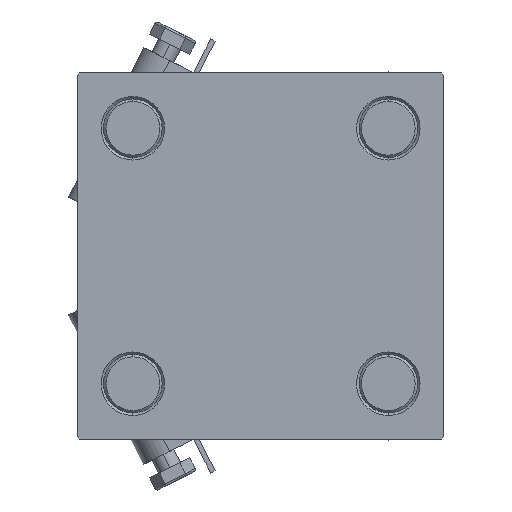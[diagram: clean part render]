
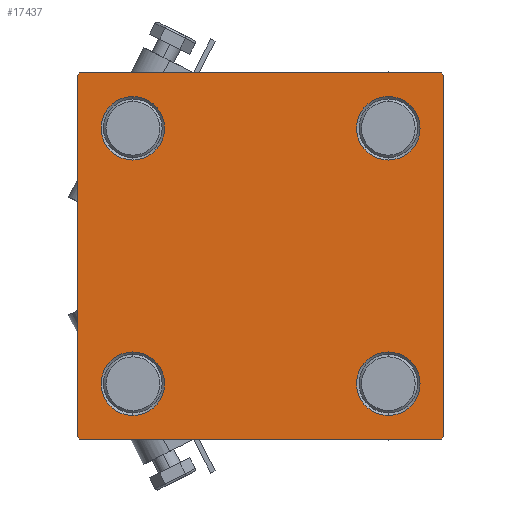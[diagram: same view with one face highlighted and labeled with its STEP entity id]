
A CAD part, left-side view. The second image highlights one B-rep face of the part: STEP entity #17437.
In plain terms, the highlighted planar face has unit normal (-1, 0, 0).
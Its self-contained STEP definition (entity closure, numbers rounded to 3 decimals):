
#324 = VERTEX_POINT ( 'NONE', #40690 ) ;
#363 = CARTESIAN_POINT ( 'NONE',  ( 0., -37.25, -37.25 ) ) ;
#400 = CIRCLE ( 'NONE', #15995, 6.5 ) ;
#622 = ORIENTED_EDGE ( 'NONE', *, *, #48935, .T. ) ;
#1301 = DIRECTION ( 'NONE',  ( 0., 0., 1. ) ) ;
#1975 = EDGE_CURVE ( 'NONE', #5204, #24000, #3887, .T. ) ;
#2404 = LINE ( 'NONE', #29615, #24633 ) ;
#2530 = DIRECTION ( 'NONE',  ( 1., 0., 0. ) ) ;
#2577 = VECTOR ( 'NONE', #50471, 1000. ) ;
#3034 = FACE_BOUND ( 'NONE', #7181, .T. ) ;
#3888 = EDGE_CURVE ( 'NONE', #12650, #21484, #32627, .T. ) ;
#3887 = CIRCLE ( 'NONE', #41726, 6.5 ) ;
#3963 = CARTESIAN_POINT ( 'NONE',  ( 0., 26.15, -19.65 ) ) ;
#3980 = CARTESIAN_POINT ( 'NONE',  ( 0., 37.25, -37.25 ) ) ;
#4762 = EDGE_CURVE ( 'NONE', #22826, #26913, #42430, .T. ) ;
#5204 = VERTEX_POINT ( 'NONE', #37232 ) ;
#5846 = EDGE_CURVE ( 'NONE', #32526, #28720, #12617, .T. ) ;
#6156 = ORIENTED_EDGE ( 'NONE', *, *, #5846, .T. ) ;
#6898 = DIRECTION ( 'NONE',  ( -1., 0., 0. ) ) ;
#7181 = EDGE_LOOP ( 'NONE', ( #39072, #50221 ) ) ;
#7475 = ORIENTED_EDGE ( 'NONE', *, *, #29384, .T. ) ;
#8227 = DIRECTION ( 'NONE',  ( 1., 0., 0. ) ) ;
#9004 = DIRECTION ( 'NONE',  ( 1., 0., 0. ) ) ;
#9620 = EDGE_CURVE ( 'NONE', #324, #13651, #11505, .T. ) ;
#9850 = DIRECTION ( 'NONE',  ( 0., -1., 0. ) ) ;
#9963 = EDGE_CURVE ( 'NONE', #39184, #50430, #2404, .T. ) ;
#10166 = CARTESIAN_POINT ( 'NONE',  ( 0., 26.15, 26.15 ) ) ;
#10407 = ORIENTED_EDGE ( 'NONE', *, *, #43773, .F. ) ;
#10484 = AXIS2_PLACEMENT_3D ( 'NONE', #32629, #9004, #48312 ) ;
#10723 = CARTESIAN_POINT ( 'NONE',  ( 0., -26.15, 19.65 ) ) ;
#10735 = AXIS2_PLACEMENT_3D ( 'NONE', #17469, #36477, #1301 ) ;
#10936 = EDGE_LOOP ( 'NONE', ( #18535, #44406 ) ) ;
#11076 = EDGE_CURVE ( 'NONE', #21484, #12650, #46010, .T. ) ;
#11505 = CIRCLE ( 'NONE', #50043, 6.5 ) ;
#11944 = VERTEX_POINT ( 'NONE', #3963 ) ;
#12356 = CARTESIAN_POINT ( 'NONE',  ( 0., -37., 37.5 ) ) ;
#12458 = LINE ( 'NONE', #32976, #50489 ) ;
#12617 = LINE ( 'NONE', #39333, #20380 ) ;
#12650 = VERTEX_POINT ( 'NONE', #46616 ) ;
#13120 = DIRECTION ( 'NONE',  ( 0., 0.707, -0.707 ) ) ;
#13128 = CARTESIAN_POINT ( 'NONE',  ( 0., 37.5, -37. ) ) ;
#13651 = VERTEX_POINT ( 'NONE', #29852 ) ;
#13684 = CARTESIAN_POINT ( 'NONE',  ( 0., -26.15, -26.15 ) ) ;
#13981 = EDGE_LOOP ( 'NONE', ( #6156, #7475, #46113, #25403, #10407, #37127, #46453, #35763 ) ) ;
#14091 = CARTESIAN_POINT ( 'NONE',  ( 0., 0., 0. ) ) ;
#14126 = CARTESIAN_POINT ( 'NONE',  ( 0., 37., 37.5 ) ) ;
#15905 = VECTOR ( 'NONE', #27115, 1000. ) ;
#15995 = AXIS2_PLACEMENT_3D ( 'NONE', #36329, #25282, #45307 ) ;
#16060 = EDGE_CURVE ( 'NONE', #50430, #18761, #35796, .T. ) ;
#16112 = DIRECTION ( 'NONE',  ( 1., 0., 0. ) ) ;
#16189 = CARTESIAN_POINT ( 'NONE',  ( 0., 26.15, -26.15 ) ) ;
#16718 = LINE ( 'NONE', #28531, #44487 ) ;
#17005 = AXIS2_PLACEMENT_3D ( 'NONE', #13684, #17285, #24992 ) ;
#17273 = CARTESIAN_POINT ( 'NONE',  ( 0., -37.5, -37. ) ) ;
#17285 = DIRECTION ( 'NONE',  ( 1., 0., 0. ) ) ;
#17437 = ADVANCED_FACE ( 'NONE', ( #3034, #37456, #49023, #30007, #34116 ), #25644, .T. ) ;
#17469 = CARTESIAN_POINT ( 'NONE',  ( 0., -26.15, -26.15 ) ) ;
#18019 = ORIENTED_EDGE ( 'NONE', *, *, #11076, .T. ) ;
#18197 = DIRECTION ( 'NONE',  ( 0., 0., 1. ) ) ;
#18535 = ORIENTED_EDGE ( 'NONE', *, *, #9620, .T. ) ;
#18761 = VERTEX_POINT ( 'NONE', #17273 ) ;
#19494 = AXIS2_PLACEMENT_3D ( 'NONE', #45679, #2530, #49791 ) ;
#20380 = VECTOR ( 'NONE', #43447, 1000. ) ;
#21484 = VERTEX_POINT ( 'NONE', #35211 ) ;
#21782 = EDGE_CURVE ( 'NONE', #46836, #26913, #36085, .T. ) ;
#21972 = DIRECTION ( 'NONE',  ( 0., 0., 1. ) ) ;
#21989 = CIRCLE ( 'NONE', #10484, 6.5 ) ;
#22826 = VERTEX_POINT ( 'NONE', #14126 ) ;
#23524 = CARTESIAN_POINT ( 'NONE',  ( 0., -37.25, 37.25 ) ) ;
#24000 = VERTEX_POINT ( 'NONE', #10723 ) ;
#24633 = VECTOR ( 'NONE', #9850, 1000. ) ;
#24992 = DIRECTION ( 'NONE',  ( 0., 0., 1. ) ) ;
#25282 = DIRECTION ( 'NONE',  ( 1., 0., 0. ) ) ;
#25403 = ORIENTED_EDGE ( 'NONE', *, *, #16060, .T. ) ;
#25644 = PLANE ( 'NONE',  #45234 ) ;
#25709 = VERTEX_POINT ( 'NONE', #28665 ) ;
#26913 = VERTEX_POINT ( 'NONE', #12356 ) ;
#27115 = DIRECTION ( 'NONE',  ( 0., 0.707, 0.707 ) ) ;
#27411 = DIRECTION ( 'NONE',  ( 0., 0., 1. ) ) ;
#28531 = CARTESIAN_POINT ( 'NONE',  ( 0., 37.25, 37.25 ) ) ;
#28665 = CARTESIAN_POINT ( 'NONE',  ( 0., 26.15, -32.65 ) ) ;
#28720 = VERTEX_POINT ( 'NONE', #13128 ) ;
#28732 = CARTESIAN_POINT ( 'NONE',  ( 0., 37., -37.5 ) ) ;
#28924 = EDGE_LOOP ( 'NONE', ( #41389, #622 ) ) ;
#29384 = EDGE_CURVE ( 'NONE', #28720, #39184, #42503, .T. ) ;
#29615 = CARTESIAN_POINT ( 'NONE',  ( 0., 37.5, -37.5 ) ) ;
#29852 = CARTESIAN_POINT ( 'NONE',  ( 0., 26.15, 19.65 ) ) ;
#30007 = FACE_BOUND ( 'NONE', #10936, .T. ) ;
#30926 = CARTESIAN_POINT ( 'NONE',  ( 0., -37.5, 37. ) ) ;
#31767 = EDGE_CURVE ( 'NONE', #22826, #32526, #16718, .T. ) ;
#32526 = VERTEX_POINT ( 'NONE', #47652 ) ;
#32627 = CIRCLE ( 'NONE', #17005, 6.5 ) ;
#32629 = CARTESIAN_POINT ( 'NONE',  ( 0., 26.15, -26.15 ) ) ;
#32976 = CARTESIAN_POINT ( 'NONE',  ( 0., -37.5, 37.5 ) ) ;
#34116 = FACE_OUTER_BOUND ( 'NONE', #13981, .T. ) ;
#34237 = AXIS2_PLACEMENT_3D ( 'NONE', #16189, #8227, #35942 ) ;
#34473 = DIRECTION ( 'NONE',  ( 0., -1., 0. ) ) ;
#34604 = CARTESIAN_POINT ( 'NONE',  ( 0., -26.15, 26.15 ) ) ;
#34725 = CARTESIAN_POINT ( 'NONE',  ( 0., 37.5, 37.5 ) ) ;
#35211 = CARTESIAN_POINT ( 'NONE',  ( 0., -26.15, -32.65 ) ) ;
#35763 = ORIENTED_EDGE ( 'NONE', *, *, #31767, .T. ) ;
#35796 = LINE ( 'NONE', #363, #44505 ) ;
#35942 = DIRECTION ( 'NONE',  ( 0., 0., 1. ) ) ;
#36085 = LINE ( 'NONE', #23524, #15905 ) ;
#36329 = CARTESIAN_POINT ( 'NONE',  ( 0., -26.15, 26.15 ) ) ;
#36477 = DIRECTION ( 'NONE',  ( 1., 0., 0. ) ) ;
#37127 = ORIENTED_EDGE ( 'NONE', *, *, #21782, .T. ) ;
#37129 = DIRECTION ( 'NONE',  ( 1., 0., 0. ) ) ;
#37232 = CARTESIAN_POINT ( 'NONE',  ( 0., -26.15, 32.65 ) ) ;
#37456 = FACE_BOUND ( 'NONE', #41583, .T. ) ;
#39072 = ORIENTED_EDGE ( 'NONE', *, *, #1975, .T. ) ;
#39184 = VERTEX_POINT ( 'NONE', #28732 ) ;
#39333 = CARTESIAN_POINT ( 'NONE',  ( 0., 37.5, 37.5 ) ) ;
#40186 = DIRECTION ( 'NONE',  ( 0., 0., -1. ) ) ;
#40690 = CARTESIAN_POINT ( 'NONE',  ( 0., 26.15, 32.65 ) ) ;
#41265 = EDGE_CURVE ( 'NONE', #24000, #5204, #400, .T. ) ;
#41389 = ORIENTED_EDGE ( 'NONE', *, *, #48875, .T. ) ;
#41583 = EDGE_LOOP ( 'NONE', ( #46761, #18019 ) ) ;
#41694 = VECTOR ( 'NONE', #34473, 1000. ) ;
#41726 = AXIS2_PLACEMENT_3D ( 'NONE', #34604, #16112, #27411 ) ;
#42430 = LINE ( 'NONE', #34725, #41694 ) ;
#42503 = LINE ( 'NONE', #3980, #2577 ) ;
#43265 = DIRECTION ( 'NONE',  ( 0., -0.707, 0.707 ) ) ;
#43447 = DIRECTION ( 'NONE',  ( 0., 0., -1. ) ) ;
#43773 = EDGE_CURVE ( 'NONE', #46836, #18761, #12458, .T. ) ;
#43837 = CARTESIAN_POINT ( 'NONE',  ( 0., -37., -37.5 ) ) ;
#44406 = ORIENTED_EDGE ( 'NONE', *, *, #48230, .T. ) ;
#44487 = VECTOR ( 'NONE', #13120, 1000. ) ;
#44505 = VECTOR ( 'NONE', #43265, 1000. ) ;
#45234 = AXIS2_PLACEMENT_3D ( 'NONE', #14091, #6898, #18197 ) ;
#45307 = DIRECTION ( 'NONE',  ( 0., 0., 1. ) ) ;
#45679 = CARTESIAN_POINT ( 'NONE',  ( 0., 26.15, 26.15 ) ) ;
#46010 = CIRCLE ( 'NONE', #10735, 6.5 ) ;
#46113 = ORIENTED_EDGE ( 'NONE', *, *, #9963, .T. ) ;
#46453 = ORIENTED_EDGE ( 'NONE', *, *, #4762, .F. ) ;
#46567 = CIRCLE ( 'NONE', #34237, 6.5 ) ;
#46616 = CARTESIAN_POINT ( 'NONE',  ( 0., -26.15, -19.65 ) ) ;
#46761 = ORIENTED_EDGE ( 'NONE', *, *, #3888, .T. ) ;
#46836 = VERTEX_POINT ( 'NONE', #30926 ) ;
#47652 = CARTESIAN_POINT ( 'NONE',  ( 0., 37.5, 37. ) ) ;
#48230 = EDGE_CURVE ( 'NONE', #13651, #324, #50668, .T. ) ;
#48312 = DIRECTION ( 'NONE',  ( 0., 0., 1. ) ) ;
#48875 = EDGE_CURVE ( 'NONE', #11944, #25709, #46567, .T. ) ;
#48935 = EDGE_CURVE ( 'NONE', #25709, #11944, #21989, .T. ) ;
#49023 = FACE_BOUND ( 'NONE', #28924, .T. ) ;
#49791 = DIRECTION ( 'NONE',  ( 0., 0., 1. ) ) ;
#50043 = AXIS2_PLACEMENT_3D ( 'NONE', #10166, #37129, #21972 ) ;
#50221 = ORIENTED_EDGE ( 'NONE', *, *, #41265, .T. ) ;
#50430 = VERTEX_POINT ( 'NONE', #43837 ) ;
#50471 = DIRECTION ( 'NONE',  ( 0., -0.707, -0.707 ) ) ;
#50489 = VECTOR ( 'NONE', #40186, 1000. ) ;
#50668 = CIRCLE ( 'NONE', #19494, 6.5 ) ;
